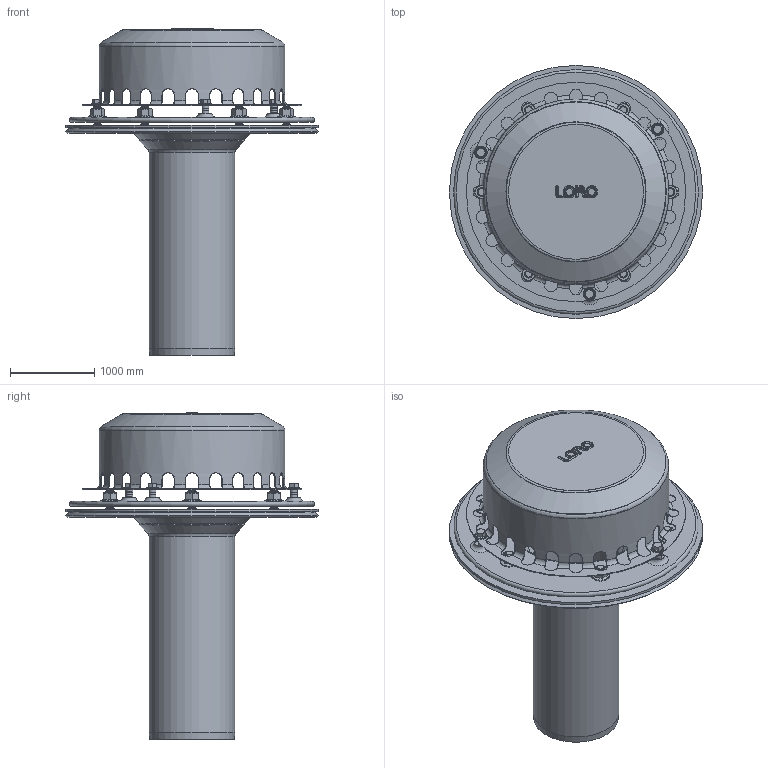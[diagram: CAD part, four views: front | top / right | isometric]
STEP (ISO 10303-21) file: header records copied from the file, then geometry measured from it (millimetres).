
FILE_DESCRIPTION(/* description */ (''),/* implementation_level */ '2;1');
FILE_NAME(/* name */ '21111.100X_3D.stp',/* time_stamp */ '2025-03-18T11:17:58+01:00',/* author */ ('CAD'),/* organization */ (''),/* preprocessor_version */ 'ST-DEVELOPER v20',/* originating_system */ 'AutoCAD Mechanical',/* authorisation */ '');
FILE_SCHEMA (('AUTOMOTIVE_DESIGN { 1 0 10303 214 3 1 1 }'));
Length unit declared in the file: centimetre
Products named in the file (2): Product; *S0
Assembly tree (1 placements, depth 2):
  Product
    *S0
Bounding box: 3000 x 3000 x 3872.5 mm (x, y, z)
Volume: 824773633.9 mm3; surface area: 71004670.5 mm2
Topology: 23 solids, 23 shells, 746 faces, 1859 edges, 1131 vertices
Faces by surface type: cone 307, plane 195, cylinder 140, torus 98, sphere 3, bspline 3
Full cylindrical faces by diameter (mm): 60 x3, 70 x6, 80 x15, 83.76 x6, 105 x2, 160 x12, 992 x1, 1016 x1, 1600 x1, 2180 x1, 2200 x1, 2600 x1, 3000 x1
Entity records: 26592 total; most frequent: CARTESIAN_POINT 8851, DIRECTION 3723, ORIENTED_EDGE 3708, EDGE_CURVE 1854, AXIS2_PLACEMENT_3D 1536, VERTEX_POINT 1131, EDGE_LOOP 833, CIRCLE 787
